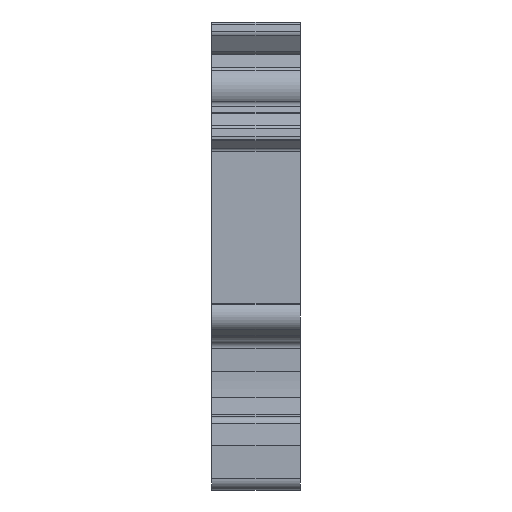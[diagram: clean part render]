
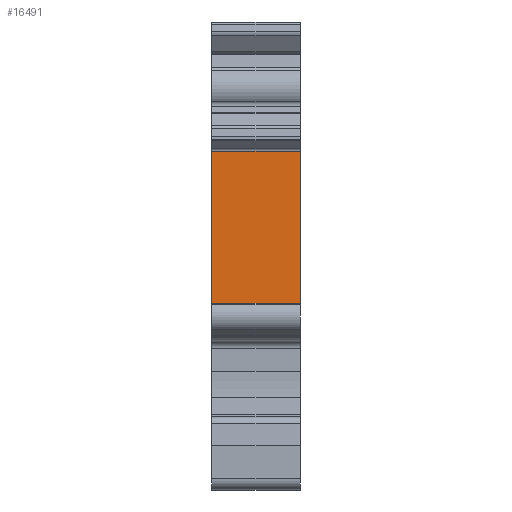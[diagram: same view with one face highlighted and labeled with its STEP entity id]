
A CAD part, left-side view. The second image highlights one B-rep face of the part: STEP entity #16491.
In plain terms, the highlighted planar face has unit normal (-1, 0, 0).
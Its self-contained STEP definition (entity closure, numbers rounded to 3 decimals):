
#148 = DIRECTION ( 'NONE',  ( 0., 0., 1. ) ) ;
#2037 = DIRECTION ( 'NONE',  ( 1., 0., 0. ) ) ;
#2599 = LINE ( 'NONE', #22542, #17296 ) ;
#3217 = ORIENTED_EDGE ( 'NONE', *, *, #20783, .T. ) ;
#4683 = DIRECTION ( 'NONE',  ( 0., -1., 0. ) ) ;
#6751 = AXIS2_PLACEMENT_3D ( 'NONE', #19307, #2037, #22116 ) ;
#6934 = VERTEX_POINT ( 'NONE', #18027 ) ;
#7400 = DIRECTION ( 'NONE',  ( 0., -1., 0. ) ) ;
#9269 = EDGE_CURVE ( 'NONE', #25825, #6934, #10632, .T. ) ;
#9672 = FACE_OUTER_BOUND ( 'NONE', #15066, .T. ) ;
#9852 = LINE ( 'NONE', #12478, #11302 ) ;
#10632 = LINE ( 'NONE', #26789, #14316 ) ;
#11302 = VECTOR ( 'NONE', #7400, 1000. ) ;
#12478 = CARTESIAN_POINT ( 'NONE',  ( -47.05, 7.95, 23.288 ) ) ;
#12754 = VECTOR ( 'NONE', #4683, 1000. ) ;
#12940 = VERTEX_POINT ( 'NONE', #24888 ) ;
#13306 = ORIENTED_EDGE ( 'NONE', *, *, #25485, .F. ) ;
#14316 = VECTOR ( 'NONE', #16960, 1000. ) ;
#14451 = EDGE_CURVE ( 'NONE', #18190, #12940, #2599, .T. ) ;
#15066 = EDGE_LOOP ( 'NONE', ( #22967, #13306, #22285, #3217 ) ) ;
#16491 = ADVANCED_FACE ( 'NONE', ( #9672 ), #17348, .F. ) ;
#16960 = DIRECTION ( 'NONE',  ( 0., 0., 1. ) ) ;
#17296 = VECTOR ( 'NONE', #148, 1000. ) ;
#17348 = PLANE ( 'NONE',  #6751 ) ;
#18027 = CARTESIAN_POINT ( 'NONE',  ( -47.05, 8., 23.288 ) ) ;
#18190 = VERTEX_POINT ( 'NONE', #22540 ) ;
#19307 = CARTESIAN_POINT ( 'NONE',  ( -47.05, 7.95, 23.288 ) ) ;
#20783 = EDGE_CURVE ( 'NONE', #25825, #18190, #21861, .T. ) ;
#21861 = LINE ( 'NONE', #29202, #12754 ) ;
#22116 = DIRECTION ( 'NONE',  ( 0., 0., -1. ) ) ;
#22285 = ORIENTED_EDGE ( 'NONE', *, *, #9269, .F. ) ;
#22540 = CARTESIAN_POINT ( 'NONE',  ( -47.05, 0., 9.575 ) ) ;
#22542 = CARTESIAN_POINT ( 'NONE',  ( -47.05, 0., 23.288 ) ) ;
#22967 = ORIENTED_EDGE ( 'NONE', *, *, #14451, .T. ) ;
#24888 = CARTESIAN_POINT ( 'NONE',  ( -47.05, 0., 23.288 ) ) ;
#25485 = EDGE_CURVE ( 'NONE', #6934, #12940, #9852, .T. ) ;
#25825 = VERTEX_POINT ( 'NONE', #29273 ) ;
#26789 = CARTESIAN_POINT ( 'NONE',  ( -47.05, 8., 9.575 ) ) ;
#29202 = CARTESIAN_POINT ( 'NONE',  ( -47.05, 7.95, 9.575 ) ) ;
#29273 = CARTESIAN_POINT ( 'NONE',  ( -47.05, 8., 9.575 ) ) ;
